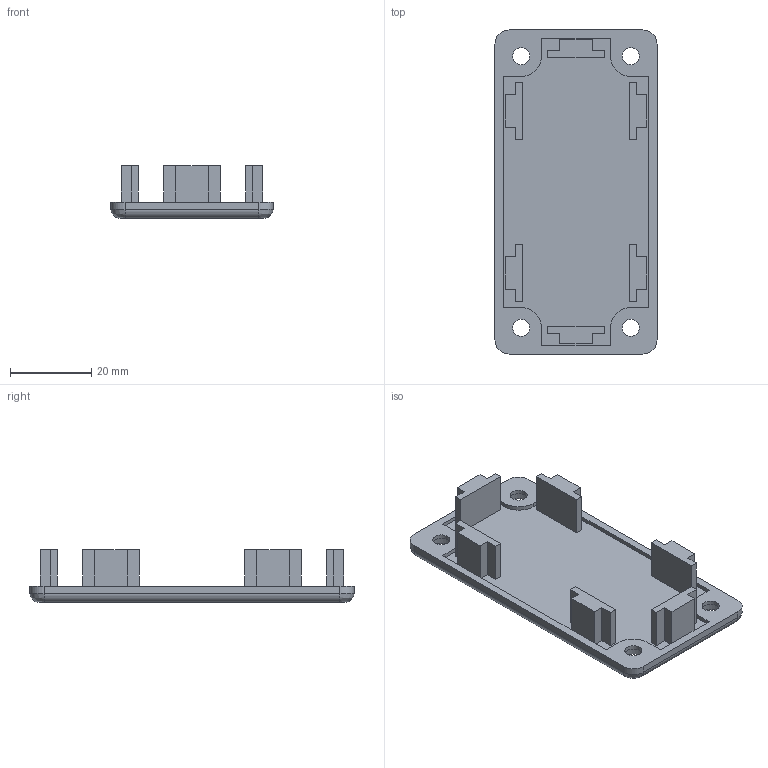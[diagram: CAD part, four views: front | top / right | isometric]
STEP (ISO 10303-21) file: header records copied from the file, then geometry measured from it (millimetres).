
FILE_DESCRIPTION((''),'2;1');
FILE_NAME('SZ0051S-A.stp','2013-08-20T10:06:32',('janine behrens'),(''),'Autodesk Inventor 2012','Autodesk Inventor 2012','');
FILE_SCHEMA(('AUTOMOTIVE_DESIGN { 1 0 10303 214 1 1 1 1 }'));
Length unit declared in the file: millimetre
Products named in the file (1): SZ0051S-A
Bounding box: 40 x 80 x 13 mm (x, y, z)
Volume: 12091.6 mm3; surface area: 9743.2 mm2
Topology: 1 solids, 1 shells, 101 faces, 256 edges, 168 vertices
Faces by surface type: plane 77, cylinder 20, bspline 4
Full cylindrical faces by diameter (mm): 4.2 x4, 8.2 x4
Entity records: 3174 total; most frequent: CARTESIAN_POINT 694, ORIENTED_EDGE 496, DIRECTION 488, EDGE_CURVE 248, VECTOR 204, LINE 204, VERTEX_POINT 168, AXIS2_PLACEMENT_3D 142
